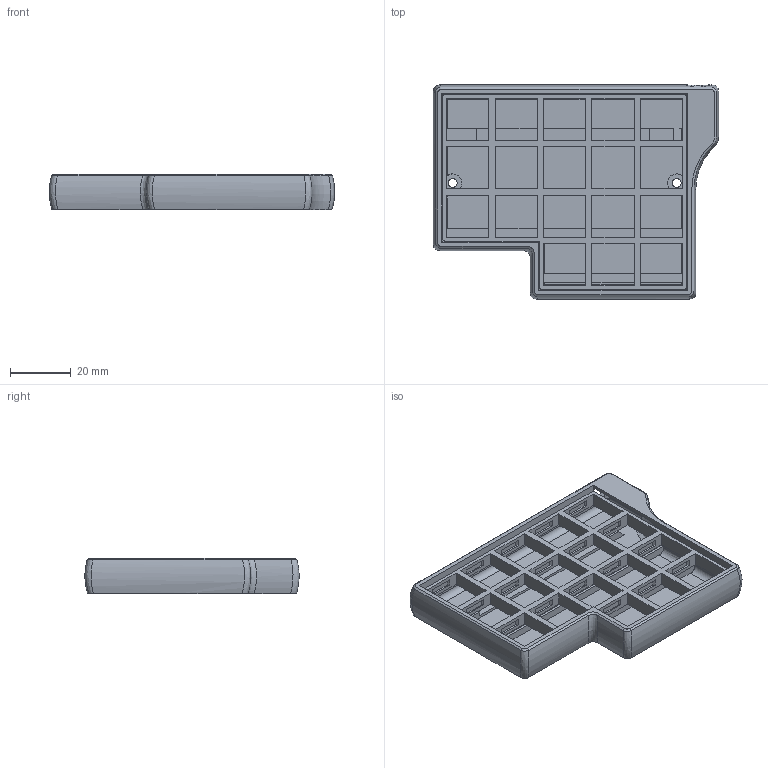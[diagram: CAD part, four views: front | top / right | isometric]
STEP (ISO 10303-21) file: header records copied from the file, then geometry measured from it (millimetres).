
FILE_DESCRIPTION(/* description */ (''),/* implementation_level */ '2;1');
FILE_NAME(/* name */ 'kunai16-case.step',/* time_stamp */ '2020-01-05T05:47:34+01:00',/* author */ (''),/* organization */ (''),/* preprocessor_version */ 'ST-DEVELOPER v18',/* originating_system */ 'Autodesk Translation Framework v8.12.0.6',/* authorisation */ '');
FILE_SCHEMA (('AUTOMOTIVE_DESIGN { 1 0 10303 214 3 1 1 }'));
Length unit declared in the file: millimetre
Products named in the file (1): Kunai 16 case nonshell
Bounding box: 94.24 x 70.74 x 11.7 mm (x, y, z)
Volume: 20254.5 mm3; surface area: 29471 mm2
Topology: 2 solids, 2 shells, 378 faces, 1021 edges, 672 vertices
Faces by surface type: plane 315, bspline 29, cylinder 28, cone 4, torus 2
Full cylindrical faces by diameter (mm): 3 x4, 6.5 x1
Entity records: 12651 total; most frequent: CARTESIAN_POINT 3154, ORIENTED_EDGE 2044, DIRECTION 1734, EDGE_CURVE 1022, LINE 870, VECTOR 870, VERTEX_POINT 673, EDGE_LOOP 459
